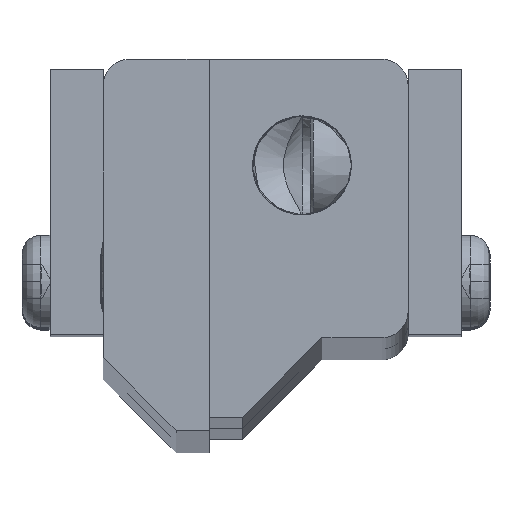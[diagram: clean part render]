
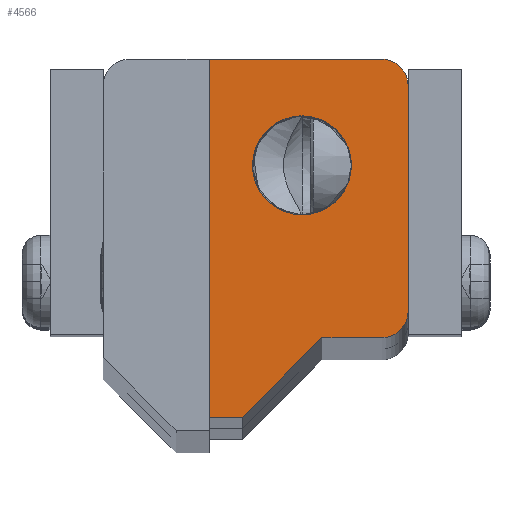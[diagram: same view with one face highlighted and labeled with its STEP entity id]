
A CAD part, top view. The second image highlights one B-rep face of the part: STEP entity #4566.
In plain terms, the highlighted planar face has unit normal (0, 0, 1).
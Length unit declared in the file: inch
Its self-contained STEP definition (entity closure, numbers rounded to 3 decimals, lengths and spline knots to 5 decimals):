
#2915=CARTESIAN_POINT('',(0.63925,0.8125,30.));
#2916=VERTEX_POINT('',#2915);
#2917=CARTESIAN_POINT('',(0.40625,0.8125,30.));
#2918=DIRECTION('',(0.0,0.0,-1.0));
#2919=DIRECTION('',(1.0,0.0,0.0));
#2920=AXIS2_PLACEMENT_3D('',#2917,#2918,#2919);
#2921=CIRCLE('',#2920,0.233);
#2922=EDGE_CURVE('',#2916,#2916,#2921,.T.);
#3179=CARTESIAN_POINT('',(0.90625,1.1875,30.));
#3180=VERTEX_POINT('',#3179);
#3181=CARTESIAN_POINT('',(0.90625,0.125,30.));
#3182=VERTEX_POINT('',#3181);
#3183=CARTESIAN_POINT('',(0.90625,1.1875,30.));
#3184=DIRECTION('',(0.0,-1.0,0.0));
#3185=VECTOR('',#3184,1.0625);
#3186=LINE('',#3183,#3185);
#3187=EDGE_CURVE('',#3180,#3182,#3186,.T.);
#4277=CARTESIAN_POINT('',(0.5,0.,30.));
#4278=VERTEX_POINT('',#4277);
#4279=CARTESIAN_POINT('',(0.125,-0.375,30.));
#4280=VERTEX_POINT('',#4279);
#4281=CARTESIAN_POINT('',(0.5,0.,30.));
#4282=DIRECTION('',(-0.707,-0.707,0.0));
#4283=VECTOR('',#4282,0.53033);
#4284=LINE('',#4281,#4283);
#4285=EDGE_CURVE('',#4278,#4280,#4284,.T.);
#4317=CARTESIAN_POINT('',(-0.03125,-0.375,30.));
#4318=VERTEX_POINT('',#4317);
#4319=CARTESIAN_POINT('',(0.125,-0.375,30.));
#4320=DIRECTION('',(-1.0,0.0,0.0));
#4321=VECTOR('',#4320,0.15625);
#4322=LINE('',#4319,#4321);
#4323=EDGE_CURVE('',#4280,#4318,#4322,.T.);
#4348=CARTESIAN_POINT('',(-0.03125,1.3125,30.));
#4349=VERTEX_POINT('',#4348);
#4350=CARTESIAN_POINT('',(-0.03125,-0.375,30.));
#4351=DIRECTION('',(0.0,1.0,0.0));
#4352=VECTOR('',#4351,1.6875);
#4353=LINE('',#4350,#4352);
#4354=EDGE_CURVE('',#4318,#4349,#4353,.T.);
#4424=CARTESIAN_POINT('',(0.78125,1.3125,30.));
#4425=VERTEX_POINT('',#4424);
#4426=CARTESIAN_POINT('',(-0.03125,1.3125,30.));
#4427=DIRECTION('',(1.0,0.0,0.0));
#4428=VECTOR('',#4427,0.8125);
#4429=LINE('',#4426,#4428);
#4430=EDGE_CURVE('',#4349,#4425,#4429,.T.);
#4455=CARTESIAN_POINT('',(0.78125,1.1875,30.));
#4456=DIRECTION('',(0.0,0.0,-1.0));
#4457=DIRECTION('',(1.0,0.0,0.0));
#4458=AXIS2_PLACEMENT_3D('',#4455,#4456,#4457);
#4459=CIRCLE('',#4458,0.125);
#4460=EDGE_CURVE('',#4425,#3180,#4459,.T.);
#4479=CARTESIAN_POINT('',(0.78125,0.,30.));
#4480=VERTEX_POINT('',#4479);
#4481=CARTESIAN_POINT('',(0.78125,0.125,30.));
#4482=DIRECTION('',(0.0,0.0,-1.0));
#4483=DIRECTION('',(0.0,-1.0,0.0));
#4484=AXIS2_PLACEMENT_3D('',#4481,#4482,#4483);
#4485=CIRCLE('',#4484,0.125);
#4486=EDGE_CURVE('',#3182,#4480,#4485,.T.);
#4512=CARTESIAN_POINT('',(0.78125,0.,30.));
#4513=DIRECTION('',(-1.0,0.0,0.0));
#4514=VECTOR('',#4513,0.28125);
#4515=LINE('',#4512,#4514);
#4516=EDGE_CURVE('',#4480,#4278,#4515,.T.);
#4548=CARTESIAN_POINT('',(0.38705,0.53917,30.));
#4549=DIRECTION('',(0.0,0.0,1.0));
#4550=DIRECTION('',(1.0,0.0,0.0));
#4551=AXIS2_PLACEMENT_3D('',#4548,#4549,#4550);
#4552=PLANE('',#4551);
#4553=ORIENTED_EDGE('',*,*,#4285,.F.);
#4554=ORIENTED_EDGE('',*,*,#4516,.F.);
#4555=ORIENTED_EDGE('',*,*,#4486,.F.);
#4556=ORIENTED_EDGE('',*,*,#3187,.F.);
#4557=ORIENTED_EDGE('',*,*,#4460,.F.);
#4558=ORIENTED_EDGE('',*,*,#4430,.F.);
#4559=ORIENTED_EDGE('',*,*,#4354,.F.);
#4560=ORIENTED_EDGE('',*,*,#4323,.F.);
#4561=EDGE_LOOP('',(#4553,#4554,#4555,#4556,#4557,#4558,#4559,#4560));
#4562=FACE_OUTER_BOUND('',#4561,.T.);
#4563=ORIENTED_EDGE('',*,*,#2922,.T.);
#4564=EDGE_LOOP('',(#4563));
#4565=FACE_BOUND('',#4564,.T.);
#4566=ADVANCED_FACE('',(#4562,#4565),#4552,.T.);
